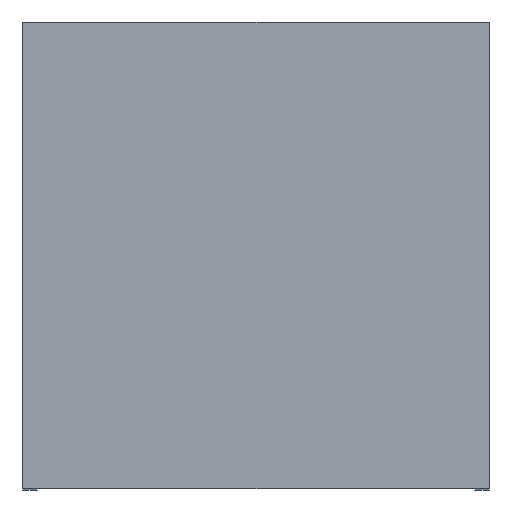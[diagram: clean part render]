
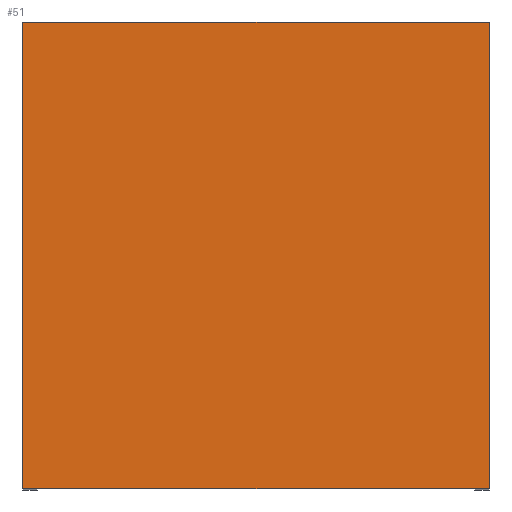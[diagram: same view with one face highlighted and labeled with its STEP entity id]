
A CAD part, top view. The second image highlights one B-rep face of the part: STEP entity #51.
In plain terms, the highlighted planar face has unit normal (0, 0, 1).
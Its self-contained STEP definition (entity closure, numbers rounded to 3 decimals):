
#51=ADVANCED_FACE($,(#97),#545,.T.);
#97=FACE_OUTER_BOUND($,#147,.T.);
#147=EDGE_LOOP($,(#264,#265,#266,#267));
#264=ORIENTED_EDGE($,*,*,#407,.F.);
#265=ORIENTED_EDGE($,*,*,#406,.F.);
#266=ORIENTED_EDGE($,*,*,#405,.F.);
#267=ORIENTED_EDGE($,*,*,#404,.F.);
#404=EDGE_CURVE($,#488,#489,#610,.T.);
#405=EDGE_CURVE($,#489,#490,#611,.T.);
#406=EDGE_CURVE($,#490,#491,#612,.T.);
#407=EDGE_CURVE($,#491,#488,#613,.T.);
#488=VERTEX_POINT($,#1186);
#489=VERTEX_POINT($,#1187);
#490=VERTEX_POINT($,#1188);
#491=VERTEX_POINT($,#1189);
#545=PLANE($,#771);
#610=B_SPLINE_CURVE_WITH_KNOTS($,1,(#1160,#1161),.UNSPECIFIED.,.F.,.F.,(2,
2),(0.,320.),.UNSPECIFIED.);
#611=B_SPLINE_CURVE_WITH_KNOTS($,1,(#1162,#1163),.UNSPECIFIED.,.F.,.F.,(2,
2),(0.,320.),.UNSPECIFIED.);
#612=B_SPLINE_CURVE_WITH_KNOTS($,1,(#1164,#1165),.UNSPECIFIED.,.F.,.F.,(2,
2),(0.,320.),.UNSPECIFIED.);
#613=B_SPLINE_CURVE_WITH_KNOTS($,1,(#1166,#1167),.UNSPECIFIED.,.F.,.F.,(2,
2),(0.,320.),.UNSPECIFIED.);
#771=AXIS2_PLACEMENT_3D($,#1181,#816,$);
#816=DIRECTION($,(0.,0.,1.));
#1160=CARTESIAN_POINT($,(0.,0.,560.));
#1161=CARTESIAN_POINT($,(0.,320.,560.));
#1162=CARTESIAN_POINT($,(0.,320.,560.));
#1163=CARTESIAN_POINT($,(320.,320.,560.));
#1164=CARTESIAN_POINT($,(320.,320.,560.));
#1165=CARTESIAN_POINT($,(320.,0.,560.));
#1166=CARTESIAN_POINT($,(320.,0.,560.));
#1167=CARTESIAN_POINT($,(0.,0.,560.));
#1181=CARTESIAN_POINT($,(0.,0.,560.));
#1186=CARTESIAN_POINT($,(0.,0.,560.));
#1187=CARTESIAN_POINT($,(0.,320.,560.));
#1188=CARTESIAN_POINT($,(320.,320.,560.));
#1189=CARTESIAN_POINT($,(320.,0.,560.));
